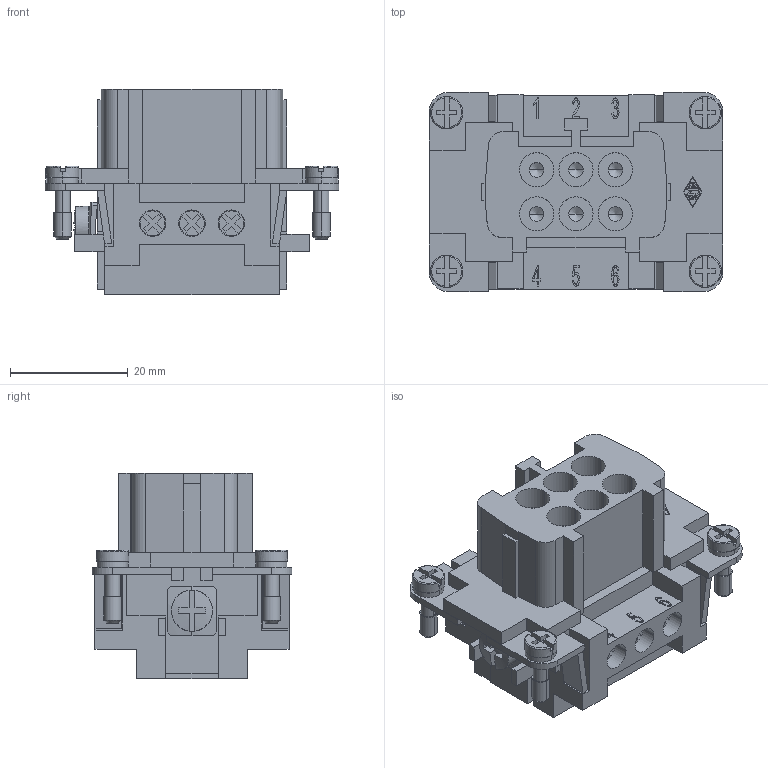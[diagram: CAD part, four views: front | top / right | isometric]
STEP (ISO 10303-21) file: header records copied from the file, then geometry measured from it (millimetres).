
FILE_DESCRIPTION((''),'2;1');
FILE_NAME('CNEF 06 TX.stp','2006-10-25T12:26:41',('gembarski'),(''),'Autodesk Inventor 7','Autodesk Inventor 7','');
FILE_SCHEMA(('AUTOMOTIVE_DESIGN { 1 0 10303 214 1 1 1 1 }'));
Length unit declared in the file: millimetre
Products named in the file (1): CNEF 06 TX
Bounding box: 50 x 34 x 35 mm (x, y, z)
Volume: 22678.1 mm3; surface area: 15820.4 mm2
Topology: 1 solids, 1 shells, 866 faces, 2324 edges, 1525 vertices
Faces by surface type: plane 399, bspline 368, cylinder 83, torus 8, cone 4, sphere 4
Entity records: 28757 total; most frequent: CARTESIAN_POINT 8244, ORIENTED_EDGE 4628, DIRECTION 3556, EDGE_CURVE 2314, VECTOR 1644, LINE 1644, VERTEX_POINT 1525, EDGE_LOOP 957
